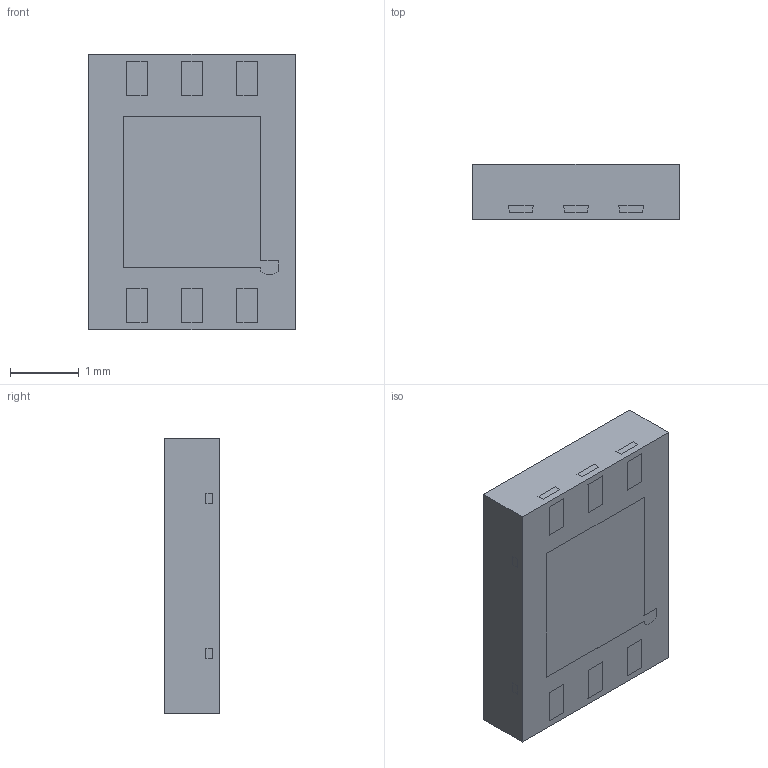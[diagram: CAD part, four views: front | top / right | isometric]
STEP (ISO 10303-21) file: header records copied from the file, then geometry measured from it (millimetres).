
FILE_DESCRIPTION((''),'2;1');
FILE_NAME('LDC06D_ASM','2012-02-08T',('CKXSSC'),(''),'PRO/ENGINEER BY PARAMETRIC TECHNOLOGY CORPORATION, 2011220','PRO/ENGINEER BY PARAMETRIC TECHNOLOGY CORPORATION, 2011220','');
FILE_SCHEMA(('AUTOMOTIVE_DESIGN_CC2 { 1 2 10303 214 -1 1 5 2 }'));
Length unit declared in the file: millimetre
Products named in the file (3): BODY_LDC06D; FRAME_LDC06D; LDC06D_ASM
Assembly tree (2 placements, depth 2):
  LDC06D_ASM
    BODY_LDC06D
    FRAME_LDC06D
Bounding box: 3 x 0.8 x 4 mm (x, y, z)
Volume: 9.6 mm3; surface area: 48.4 mm2
Topology: 18 solids, 18 shells, 201 faces, 444 edges, 296 vertices
Faces by surface type: plane 167, cylinder 34
Entity records: 7069 total; most frequent: CARTESIAN_POINT 1118, ORIENTED_EDGE 888, DIRECTION 808, PRESENTATION_STYLE_ASSIGNMENT 469, STYLED_ITEM 462, CURVE_STYLE 444, EDGE_CURVE 444, VECTOR 382
